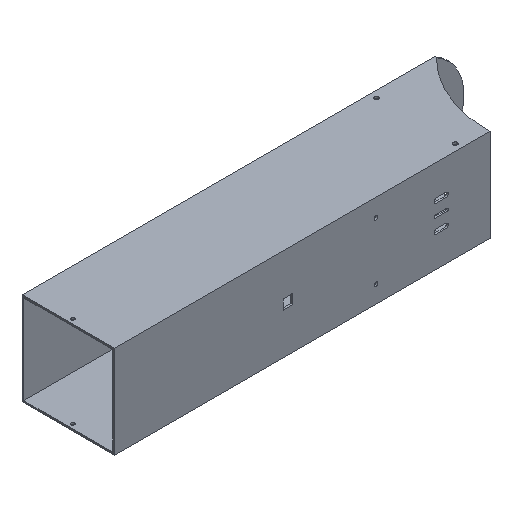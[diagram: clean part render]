
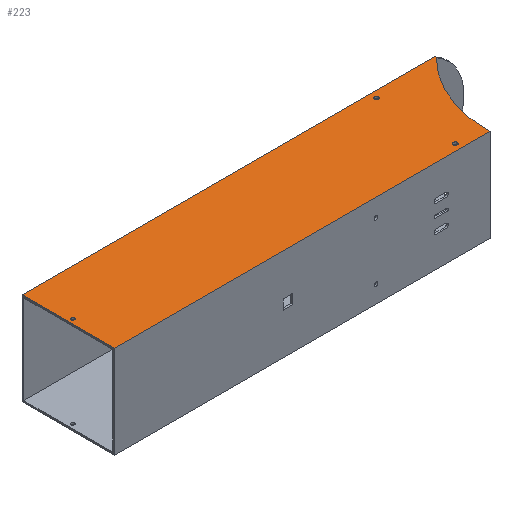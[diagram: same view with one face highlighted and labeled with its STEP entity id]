
A CAD part, isometric view. The second image highlights one B-rep face of the part: STEP entity #223.
In plain terms, the highlighted planar face has unit normal (0, 0, 1).
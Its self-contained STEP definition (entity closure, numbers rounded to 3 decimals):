
#1 = CARTESIAN_POINT ( 'NONE',  ( 302.265, 7.5, 0. ) ) ;
#5 = EDGE_CURVE ( 'NONE', #1495, #669, #571, .T. ) ;
#35 = EDGE_CURVE ( 'NONE', #669, #1495, #311, .T. ) ;
#44 = ORIENTED_EDGE ( 'NONE', *, *, #263, .T. ) ;
#46 = CARTESIAN_POINT ( 'NONE',  ( 370., 100., 0. ) ) ;
#86 = CARTESIAN_POINT ( 'NONE',  ( -70., 50., 0. ) ) ;
#92 = VERTEX_POINT ( 'NONE', #1329 ) ;
#101 = LINE ( 'NONE', #1034, #1429 ) ;
#106 = ORIENTED_EDGE ( 'NONE', *, *, #192, .T. ) ;
#120 = CARTESIAN_POINT ( 'NONE',  ( 465.2, 2., 0. ) ) ;
#122 = FACE_BOUND ( 'NONE', #686, .T. ) ;
#135 = AXIS2_PLACEMENT_3D ( 'NONE', #460, #1464, #1570 ) ;
#140 = VECTOR ( 'NONE', #1521, 1000. ) ;
#144 = CARTESIAN_POINT ( 'NONE',  ( -68.25, 50., 0. ) ) ;
#192 = EDGE_CURVE ( 'NONE', #812, #482, #499, .T. ) ;
#198 = CARTESIAN_POINT ( 'NONE',  ( 300.015, 7.5, 0. ) ) ;
#209 = DIRECTION ( 'NONE',  ( 0., 0., -1. ) ) ;
#223 = ADVANCED_FACE ( 'NONE', ( #690, #863, #122, #733 ), #1096, .T. ) ;
#228 = DIRECTION ( 'NONE',  ( -1., 0., 0. ) ) ;
#239 = AXIS2_PLACEMENT_3D ( 'NONE', #198, #1214, #969 ) ;
#243 = CARTESIAN_POINT ( 'NONE',  ( 0., 0., 0. ) ) ;
#250 = EDGE_LOOP ( 'NONE', ( #1547, #1170 ) ) ;
#260 = DIRECTION ( 'NONE',  ( 0., 0., -1. ) ) ;
#262 = VERTEX_POINT ( 'NONE', #1107 ) ;
#263 = EDGE_CURVE ( 'NONE', #354, #1306, #1312, .T. ) ;
#277 = EDGE_CURVE ( 'NONE', #262, #443, #389, .T. ) ;
#282 = ORIENTED_EDGE ( 'NONE', *, *, #1035, .F. ) ;
#311 = CIRCLE ( 'NONE', #135, 2.25 ) ;
#321 = CARTESIAN_POINT ( 'NONE',  ( 300.015, 92.5, 0. ) ) ;
#354 = VERTEX_POINT ( 'NONE', #1245 ) ;
#389 = CIRCLE ( 'NONE', #803, 2.25 ) ;
#434 = CARTESIAN_POINT ( 'NONE',  ( 297.765, 7.5, 0. ) ) ;
#435 = CARTESIAN_POINT ( 'NONE',  ( -71.75, 50., 0. ) ) ;
#443 = VERTEX_POINT ( 'NONE', #1442 ) ;
#448 = CARTESIAN_POINT ( 'NONE',  ( -70., 50., 0. ) ) ;
#460 = CARTESIAN_POINT ( 'NONE',  ( 300.015, 7.5, 0. ) ) ;
#465 = ORIENTED_EDGE ( 'NONE', *, *, #1069, .T. ) ;
#478 = CIRCLE ( 'NONE', #1066, 2.25 ) ;
#482 = VERTEX_POINT ( 'NONE', #435 ) ;
#494 = LINE ( 'NONE', #1487, #140 ) ;
#499 = CIRCLE ( 'NONE', #1367, 1.75 ) ;
#508 = CARTESIAN_POINT ( 'NONE',  ( 300.015, 92.5, 0. ) ) ;
#558 = DIRECTION ( 'NONE',  ( -1., 0., 0. ) ) ;
#571 = CIRCLE ( 'NONE', #239, 2.25 ) ;
#590 = ORIENTED_EDGE ( 'NONE', *, *, #5, .T. ) ;
#595 = CARTESIAN_POINT ( 'NONE',  ( 0., 100., 0. ) ) ;
#603 = DIRECTION ( 'NONE',  ( 1., 0., 0. ) ) ;
#647 = DIRECTION ( 'NONE',  ( 0., 0., -1. ) ) ;
#669 = VERTEX_POINT ( 'NONE', #1 ) ;
#670 = DIRECTION ( 'NONE',  ( 0., 1., 0. ) ) ;
#686 = EDGE_LOOP ( 'NONE', ( #465, #106 ) ) ;
#690 = FACE_BOUND ( 'NONE', #250, .T. ) ;
#700 = CARTESIAN_POINT ( 'NONE',  ( 465.2, 2., 0. ) ) ;
#704 = EDGE_LOOP ( 'NONE', ( #1502, #590 ) ) ;
#711 = VECTOR ( 'NONE', #1281, 1000. ) ;
#724 = DIRECTION ( 'NONE',  ( 0., 0., -1. ) ) ;
#733 = FACE_OUTER_BOUND ( 'NONE', #779, .T. ) ;
#759 = CARTESIAN_POINT ( 'NONE',  ( -75., 100., 0. ) ) ;
#769 = VECTOR ( 'NONE', #1366, 1000. ) ;
#779 = EDGE_LOOP ( 'NONE', ( #282, #44, #1580, #828, #1102, #906 ) ) ;
#795 = EDGE_CURVE ( 'NONE', #1177, #1404, #494, .T. ) ;
#803 = AXIS2_PLACEMENT_3D ( 'NONE', #508, #260, #1613 ) ;
#812 = VERTEX_POINT ( 'NONE', #144 ) ;
#813 = EDGE_CURVE ( 'NONE', #1306, #980, #1425, .T. ) ;
#828 = ORIENTED_EDGE ( 'NONE', *, *, #1440, .T. ) ;
#836 = AXIS2_PLACEMENT_3D ( 'NONE', #448, #647, #558 ) ;
#849 = LINE ( 'NONE', #1158, #711 ) ;
#863 = FACE_BOUND ( 'NONE', #704, .T. ) ;
#904 = CARTESIAN_POINT ( 'NONE',  ( 330., 2., 0. ) ) ;
#906 = ORIENTED_EDGE ( 'NONE', *, *, #795, .F. ) ;
#943 = DIRECTION ( 'NONE',  ( 0., 0., -1. ) ) ;
#969 = DIRECTION ( 'NONE',  ( 1., 0., 0. ) ) ;
#980 = VERTEX_POINT ( 'NONE', #904 ) ;
#997 = DIRECTION ( 'NONE',  ( -1., 0., 0. ) ) ;
#998 = EDGE_CURVE ( 'NONE', #1404, #92, #849, .T. ) ;
#1034 = CARTESIAN_POINT ( 'NONE',  ( -75., 50., 0. ) ) ;
#1035 = EDGE_CURVE ( 'NONE', #354, #1177, #101, .T. ) ;
#1063 = CIRCLE ( 'NONE', #836, 1.75 ) ;
#1066 = AXIS2_PLACEMENT_3D ( 'NONE', #321, #209, #603 ) ;
#1069 = EDGE_CURVE ( 'NONE', #482, #812, #1063, .T. ) ;
#1096 = PLANE ( 'NONE',  #1441 ) ;
#1102 = ORIENTED_EDGE ( 'NONE', *, *, #998, .F. ) ;
#1107 = CARTESIAN_POINT ( 'NONE',  ( 297.765, 92.5, 0. ) ) ;
#1158 = CARTESIAN_POINT ( 'NONE',  ( 370., 100., 0. ) ) ;
#1170 = ORIENTED_EDGE ( 'NONE', *, *, #277, .T. ) ;
#1177 = VERTEX_POINT ( 'NONE', #759 ) ;
#1214 = DIRECTION ( 'NONE',  ( 0., 0., -1. ) ) ;
#1217 = DIRECTION ( 'NONE',  ( 0., 0., 1. ) ) ;
#1218 = CIRCLE ( 'NONE', #1458, 135.2 ) ;
#1245 = CARTESIAN_POINT ( 'NONE',  ( -75., 0., 0. ) ) ;
#1281 = DIRECTION ( 'NONE',  ( 0., -1., 0. ) ) ;
#1306 = VERTEX_POINT ( 'NONE', #1523 ) ;
#1312 = LINE ( 'NONE', #243, #769 ) ;
#1329 = CARTESIAN_POINT ( 'NONE',  ( 370., 98., 0. ) ) ;
#1366 = DIRECTION ( 'NONE',  ( 1., 0., 0. ) ) ;
#1367 = AXIS2_PLACEMENT_3D ( 'NONE', #86, #724, #228 ) ;
#1404 = VERTEX_POINT ( 'NONE', #46 ) ;
#1425 = CIRCLE ( 'NONE', #1431, 135.2 ) ;
#1429 = VECTOR ( 'NONE', #670, 1000. ) ;
#1431 = AXIS2_PLACEMENT_3D ( 'NONE', #120, #1515, #997 ) ;
#1440 = EDGE_CURVE ( 'NONE', #980, #92, #1218, .T. ) ;
#1441 = AXIS2_PLACEMENT_3D ( 'NONE', #595, #1217, #1466 ) ;
#1442 = CARTESIAN_POINT ( 'NONE',  ( 302.265, 92.5, 0. ) ) ;
#1449 = DIRECTION ( 'NONE',  ( -1., 0., 0. ) ) ;
#1458 = AXIS2_PLACEMENT_3D ( 'NONE', #700, #943, #1449 ) ;
#1464 = DIRECTION ( 'NONE',  ( 0., 0., -1. ) ) ;
#1466 = DIRECTION ( 'NONE',  ( 1., 0., 0. ) ) ;
#1487 = CARTESIAN_POINT ( 'NONE',  ( 0., 100., 0. ) ) ;
#1495 = VERTEX_POINT ( 'NONE', #434 ) ;
#1502 = ORIENTED_EDGE ( 'NONE', *, *, #35, .T. ) ;
#1515 = DIRECTION ( 'NONE',  ( 0., 0., -1. ) ) ;
#1521 = DIRECTION ( 'NONE',  ( 1., 0., 0. ) ) ;
#1523 = CARTESIAN_POINT ( 'NONE',  ( 330.015, 0., 0. ) ) ;
#1547 = ORIENTED_EDGE ( 'NONE', *, *, #1612, .T. ) ;
#1570 = DIRECTION ( 'NONE',  ( 1., 0., 0. ) ) ;
#1580 = ORIENTED_EDGE ( 'NONE', *, *, #813, .T. ) ;
#1612 = EDGE_CURVE ( 'NONE', #443, #262, #478, .T. ) ;
#1613 = DIRECTION ( 'NONE',  ( 1., 0., 0. ) ) ;
